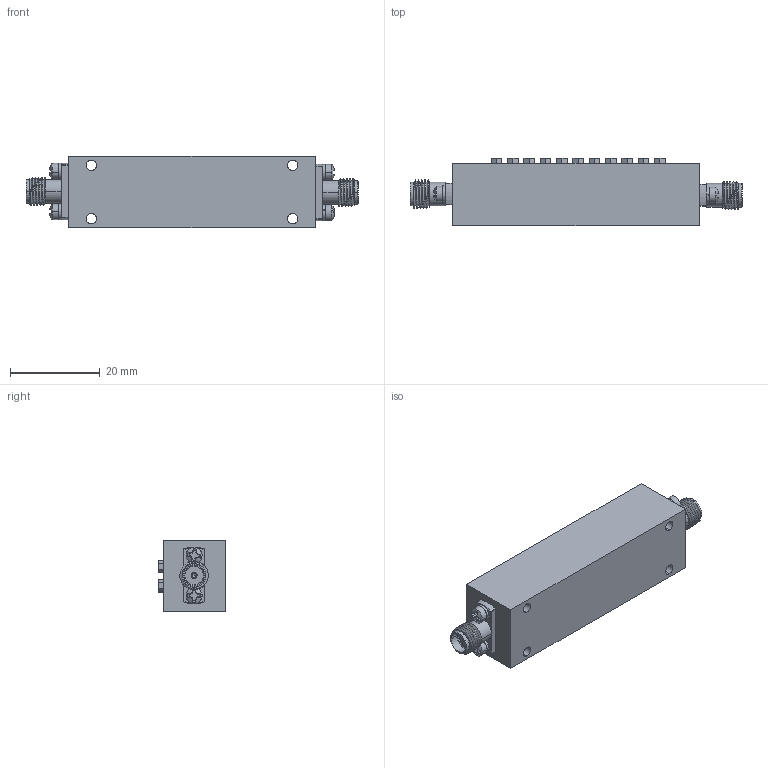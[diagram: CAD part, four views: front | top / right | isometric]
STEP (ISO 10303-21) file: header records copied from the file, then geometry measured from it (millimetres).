
FILE_DESCRIPTION (( 'STEP AP214' ), '1' );
FILE_NAME ('3D Model.STEP', '2024-09-26T20:35:49', ( '' ), ( '' ), 'SwSTEP 2.0', 'SolidWorks 2024', '' );
FILE_SCHEMA (( 'AUTOMOTIVE_DESIGN' ));
Length unit declared in the file: inch
Products named in the file (1): 3D Model
Bounding box: 74.17 x 15.16 x 16 mm (x, y, z)
Volume: 12733.2 mm3; surface area: 5662.5 mm2
Topology: 26 solids, 26 shells, 844 faces, 1989 edges, 1189 vertices
Faces by surface type: cone 278, plane 222, cylinder 199, torus 84, bspline 37, sphere 24
Entity records: 30760 total; most frequent: CARTESIAN_POINT 12310, ORIENTED_EDGE 3930, DIRECTION 3662, EDGE_CURVE 1965, AXIS2_PLACEMENT_3D 1567, VERTEX_POINT 1189, EDGE_LOOP 898, FACE_OUTER_BOUND 844
